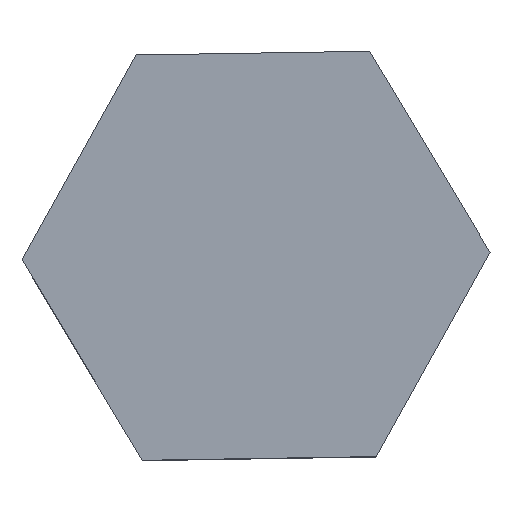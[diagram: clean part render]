
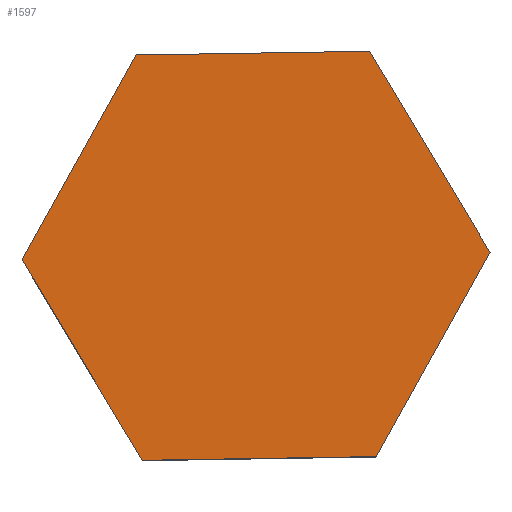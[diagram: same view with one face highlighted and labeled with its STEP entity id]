
A CAD part, top view. The second image highlights one B-rep face of the part: STEP entity #1597.
In plain terms, the highlighted planar face has unit normal (0, 0, 1).
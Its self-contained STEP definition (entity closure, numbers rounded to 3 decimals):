
#35 = VERTEX_POINT ( 'NONE', #1487 ) ;
#64 = LINE ( 'NONE', #3278, #1006 ) ;
#74 = EDGE_CURVE ( 'NONE', #3995, #1264, #3436, .T. ) ;
#216 = DIRECTION ( 'NONE',  ( 1., 0., 0. ) ) ;
#239 = DIRECTION ( 'NONE',  ( -1., -0.016, 0. ) ) ;
#255 = EDGE_CURVE ( 'NONE', #2196, #35, #2821, .T. ) ;
#303 = DIRECTION ( 'NONE',  ( 0.514, -0.858, 0. ) ) ;
#329 = EDGE_LOOP ( 'NONE', ( #1966, #1404, #2508, #1093, #2906, #2217 ) ) ;
#490 = DIRECTION ( 'NONE',  ( 0.486, 0.874, 0. ) ) ;
#534 = CARTESIAN_POINT ( 'NONE',  ( 2.386, 4.289, 5. ) ) ;
#724 = AXIS2_PLACEMENT_3D ( 'NONE', #4033, #2112, #216 ) ;
#878 = DIRECTION ( 'NONE',  ( 1., 0.016, 0. ) ) ;
#999 = EDGE_CURVE ( 'NONE', #1264, #1283, #1998, .T. ) ;
#1006 = VECTOR ( 'NONE', #2606, 1000. ) ;
#1093 = ORIENTED_EDGE ( 'NONE', *, *, #999, .T. ) ;
#1235 = CARTESIAN_POINT ( 'NONE',  ( -2.386, -4.289, 5. ) ) ;
#1260 = LINE ( 'NONE', #1235, #3412 ) ;
#1264 = VERTEX_POINT ( 'NONE', #1871 ) ;
#1283 = VERTEX_POINT ( 'NONE', #3425 ) ;
#1376 = CARTESIAN_POINT ( 'NONE',  ( -4.907, -0.078, 5. ) ) ;
#1404 = ORIENTED_EDGE ( 'NONE', *, *, #1927, .T. ) ;
#1487 = CARTESIAN_POINT ( 'NONE',  ( -2.386, -4.289, 5. ) ) ;
#1593 = VECTOR ( 'NONE', #2937, 1000. ) ;
#1597 = ADVANCED_FACE ( 'NONE', ( #1738 ), #3033, .T. ) ;
#1722 = VECTOR ( 'NONE', #303, 1000. ) ;
#1738 = FACE_OUTER_BOUND ( 'NONE', #329, .T. ) ;
#1844 = LINE ( 'NONE', #534, #2666 ) ;
#1871 = CARTESIAN_POINT ( 'NONE',  ( 4.907, 0.078, 5. ) ) ;
#1927 = EDGE_CURVE ( 'NONE', #35, #3995, #1260, .T. ) ;
#1966 = ORIENTED_EDGE ( 'NONE', *, *, #255, .T. ) ;
#1998 = LINE ( 'NONE', #3315, #1593 ) ;
#2044 = CARTESIAN_POINT ( 'NONE',  ( -2.521, 4.21, 5. ) ) ;
#2112 = DIRECTION ( 'NONE',  ( 0., 0., 1. ) ) ;
#2196 = VERTEX_POINT ( 'NONE', #1376 ) ;
#2217 = ORIENTED_EDGE ( 'NONE', *, *, #4010, .T. ) ;
#2368 = VERTEX_POINT ( 'NONE', #2044 ) ;
#2508 = ORIENTED_EDGE ( 'NONE', *, *, #74, .T. ) ;
#2606 = DIRECTION ( 'NONE',  ( -0.486, -0.874, 0. ) ) ;
#2666 = VECTOR ( 'NONE', #239, 1000. ) ;
#2821 = LINE ( 'NONE', #4110, #1722 ) ;
#2906 = ORIENTED_EDGE ( 'NONE', *, *, #2986, .T. ) ;
#2937 = DIRECTION ( 'NONE',  ( -0.514, 0.858, 0. ) ) ;
#2986 = EDGE_CURVE ( 'NONE', #1283, #2368, #1844, .T. ) ;
#3033 = PLANE ( 'NONE',  #724 ) ;
#3266 = VECTOR ( 'NONE', #490, 1000. ) ;
#3278 = CARTESIAN_POINT ( 'NONE',  ( -2.521, 4.21, 5. ) ) ;
#3315 = CARTESIAN_POINT ( 'NONE',  ( 4.907, 0.078, 5. ) ) ;
#3354 = CARTESIAN_POINT ( 'NONE',  ( 2.521, -4.21, 5. ) ) ;
#3412 = VECTOR ( 'NONE', #878, 1000. ) ;
#3425 = CARTESIAN_POINT ( 'NONE',  ( 2.386, 4.289, 5. ) ) ;
#3436 = LINE ( 'NONE', #3354, #3266 ) ;
#3592 = CARTESIAN_POINT ( 'NONE',  ( 2.521, -4.21, 5. ) ) ;
#3995 = VERTEX_POINT ( 'NONE', #3592 ) ;
#4010 = EDGE_CURVE ( 'NONE', #2368, #2196, #64, .T. ) ;
#4033 = CARTESIAN_POINT ( 'NONE',  ( 0., 0., 5. ) ) ;
#4110 = CARTESIAN_POINT ( 'NONE',  ( -4.907, -0.078, 5. ) ) ;
